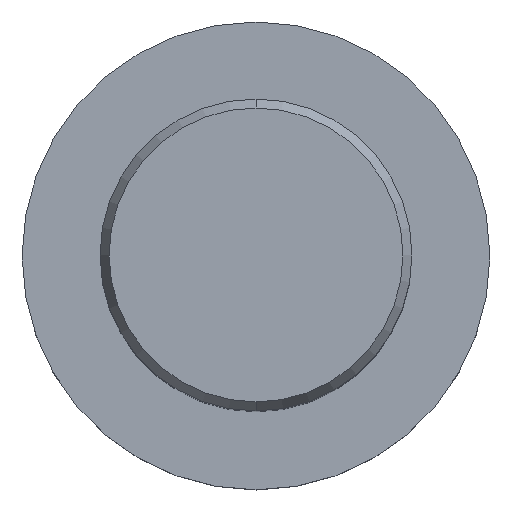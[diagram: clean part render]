
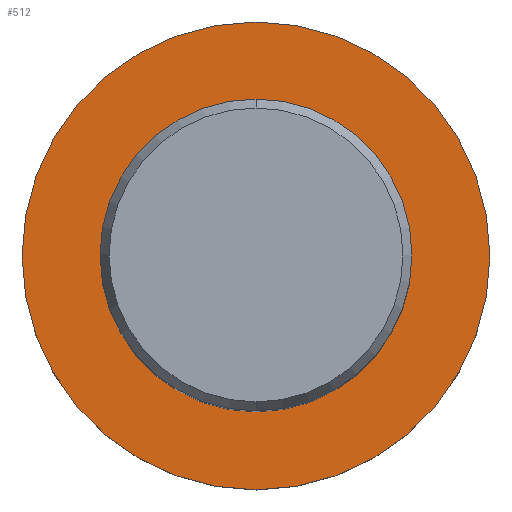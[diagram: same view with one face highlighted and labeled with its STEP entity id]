
A CAD part, top view. The second image highlights one B-rep face of the part: STEP entity #512.
In plain terms, the highlighted planar face has unit normal (0, 0, 1).
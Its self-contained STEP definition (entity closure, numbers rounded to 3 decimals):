
#236=EDGE_CURVE('',#500,#430,#604,.T.);
#284=EDGE_CURVE('',#404,#300,#656,.T.);
#300=VERTEX_POINT('',#672);
#318=EDGE_CURVE('',#430,#500,#691,.T.);
#404=VERTEX_POINT('',#790);
#430=VERTEX_POINT('',#818);
#468=EDGE_CURVE('',#300,#404,#860,.T.);
#500=VERTEX_POINT('',#895);
#512=ADVANCED_FACE('',(#908,#909),#910,.T.);
#604=CIRCLE('',#1062,20.0);
#656=CIRCLE('',#1139,30.0);
#672=CARTESIAN_POINT('',(0.,-30.0,-70.0));
#691=CIRCLE('',#1258,20.0);
#790=CARTESIAN_POINT('',(0.0,30.0,-70.0));
#818=CARTESIAN_POINT('',(0.,-20.0,-70.0));
#860=CIRCLE('',#1574,30.0);
#895=CARTESIAN_POINT('',(0.0,20.0,-70.0));
#908=FACE_BOUND('',#1673,.T.);
#909=FACE_OUTER_BOUND('',#1674,.T.);
#910=PLANE('',#1675);
#1062=AXIS2_PLACEMENT_3D('',#1771,#1772,#1773);
#1139=AXIS2_PLACEMENT_3D('',#1841,#1842,#1843);
#1258=AXIS2_PLACEMENT_3D('',#1866,#1867,#1868);
#1574=AXIS2_PLACEMENT_3D('',#2093,#2094,#2095);
#1673=EDGE_LOOP('',(#2146,#2147));
#1674=EDGE_LOOP('',(#2148,#2149));
#1675=AXIS2_PLACEMENT_3D('',#2150,#2151,#2152);
#1771=CARTESIAN_POINT('',(0.0,0.0,-70.0));
#1772=DIRECTION('',(-0.0,0.0,-1.0));
#1773=DIRECTION('',(0.0,1.0,0.0));
#1841=CARTESIAN_POINT('',(0.0,0.0,-70.0));
#1842=DIRECTION('',(0.0,0.0,-1.0));
#1843=DIRECTION('',(0.0,1.0,0.0));
#1866=CARTESIAN_POINT('',(0.0,0.0,-70.0));
#1867=DIRECTION('',(-0.0,0.0,-1.0));
#1868=DIRECTION('',(0.0,1.0,0.0));
#2093=CARTESIAN_POINT('',(0.0,0.0,-70.0));
#2094=DIRECTION('',(0.0,0.0,-1.0));
#2095=DIRECTION('',(0.0,1.0,0.0));
#2146=ORIENTED_EDGE('',*,*,#236,.T.);
#2147=ORIENTED_EDGE('',*,*,#318,.T.);
#2148=ORIENTED_EDGE('',*,*,#284,.F.);
#2149=ORIENTED_EDGE('',*,*,#468,.F.);
#2150=CARTESIAN_POINT('',(0.0,15.0,-70.0));
#2151=DIRECTION('',(-0.0,0.0,1.0));
#2152=DIRECTION('',(0.0,-1.0,0.0));
